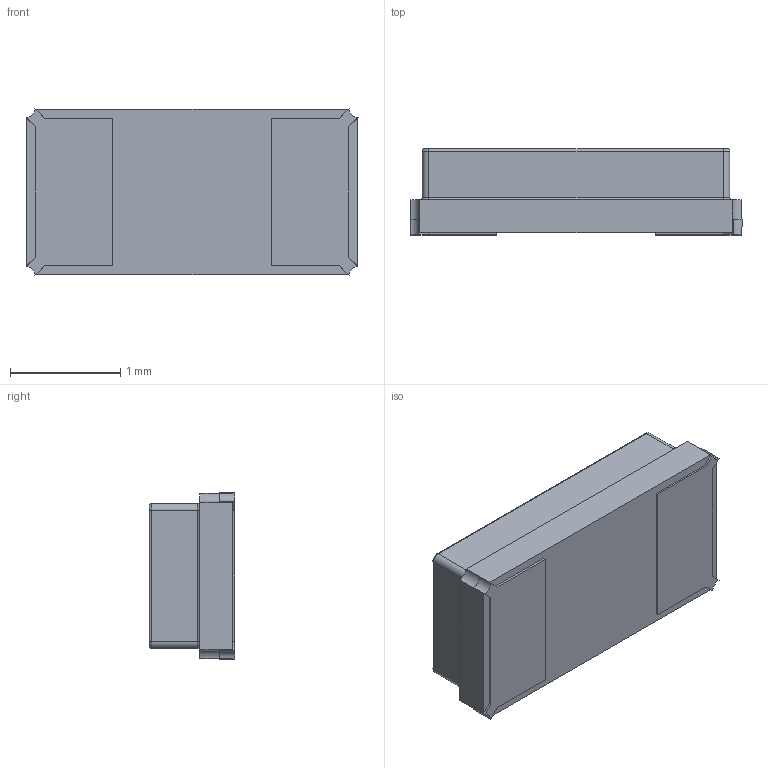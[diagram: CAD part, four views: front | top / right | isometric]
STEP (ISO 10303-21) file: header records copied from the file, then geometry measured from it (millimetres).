
FILE_DESCRIPTION (( 'STEP AP214' ), '1' );
FILE_NAME ('User Library-NX3215SA.STEP', '2013-07-29T10:49:44', ( 'Windows User' ), ( '' ), 'SwSTEP 2.0', 'SolidWorks 2013', '' );
FILE_SCHEMA (( 'AUTOMOTIVE_DESIGN' ));
Length unit declared in the file: millimetre
Products named in the file (1): User Library-NX3215SA
Bounding box: 3.01 x 0.78 x 1.51 mm (x, y, z)
Volume: 3.1 mm3; surface area: 15.4 mm2
Topology: 1 solids, 1 shells, 63 faces, 156 edges, 96 vertices
Faces by surface type: plane 35, cylinder 20, bspline 6, torus 2
Entity records: 2635 total; most frequent: CARTESIAN_POINT 424, ORIENTED_EDGE 312, DIRECTION 308, EDGE_CURVE 156, VECTOR 108, LINE 108, AXIS2_PLACEMENT_3D 100, VERTEX_POINT 96
